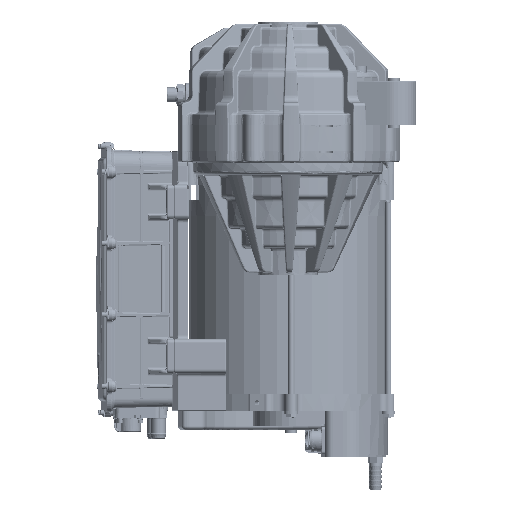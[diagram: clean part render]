
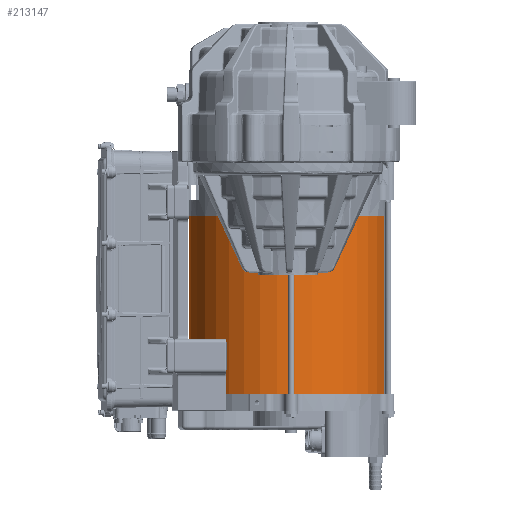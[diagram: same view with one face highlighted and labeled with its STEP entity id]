
A CAD part, left-side view. The second image highlights one B-rep face of the part: STEP entity #213147.
In plain terms, the highlighted cylindrical face has radius 132.5 mm (diameter 265 mm), a partial arc.
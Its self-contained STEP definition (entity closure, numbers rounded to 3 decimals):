
#11030 = DIRECTION ( 'NONE',  ( -0.28, -0.96, 0. ) ) ;
#22882 = AXIS2_PLACEMENT_3D ( 'NONE', #44682, #46286, #287924 ) ;
#34582 = CARTESIAN_POINT ( 'NONE',  ( 162.426, -127.204, -68.329 ) ) ;
#35118 = DIRECTION ( 'NONE',  ( -0.28, -0.96, 0. ) ) ;
#36206 = EDGE_LOOP ( 'NONE', ( #279369, #230622, #160548, #122666 ) ) ;
#44682 = CARTESIAN_POINT ( 'NONE',  ( 199.513, 0., -304.429 ) ) ;
#46286 = DIRECTION ( 'NONE',  ( 0., 0., -1. ) ) ;
#101871 = LINE ( 'NONE', #181207, #137293 ) ;
#112841 = VERTEX_POINT ( 'NONE', #165852 ) ;
#113450 = AXIS2_PLACEMENT_3D ( 'NONE', #134184, #283358, #11030 ) ;
#113583 = EDGE_CURVE ( 'NONE', #230236, #112841, #157469, .T. ) ;
#122234 = LINE ( 'NONE', #217915, #155184 ) ;
#122666 = ORIENTED_EDGE ( 'NONE', *, *, #288958, .F. ) ;
#124616 = EDGE_CURVE ( 'NONE', #305052, #276289, #294727, .T. ) ;
#134184 = CARTESIAN_POINT ( 'NONE',  ( 199.513, 0., -68.329 ) ) ;
#137293 = VECTOR ( 'NONE', #255778, 1000. ) ;
#155184 = VECTOR ( 'NONE', #266541, 1000. ) ;
#157469 = CIRCLE ( 'NONE', #22882, 132.5 ) ;
#158302 = DIRECTION ( 'NONE',  ( 0., 0., -1. ) ) ;
#160548 = ORIENTED_EDGE ( 'NONE', *, *, #113583, .F. ) ;
#165852 = CARTESIAN_POINT ( 'NONE',  ( 236.6, 127.204, -304.429 ) ) ;
#169195 = AXIS2_PLACEMENT_3D ( 'NONE', #252397, #158302, #35118 ) ;
#175449 = EDGE_CURVE ( 'NONE', #276289, #112841, #101871, .T. ) ;
#181207 = CARTESIAN_POINT ( 'NONE',  ( 236.6, 127.204, -68.329 ) ) ;
#213147 = ADVANCED_FACE ( 'NONE', ( #276771 ), #250818, .T. ) ;
#217915 = CARTESIAN_POINT ( 'NONE',  ( 162.426, -127.204, -68.329 ) ) ;
#226795 = CARTESIAN_POINT ( 'NONE',  ( 236.6, 127.204, -68.329 ) ) ;
#230236 = VERTEX_POINT ( 'NONE', #309884 ) ;
#230622 = ORIENTED_EDGE ( 'NONE', *, *, #175449, .T. ) ;
#250818 = CYLINDRICAL_SURFACE ( 'NONE', #169195, 132.5 ) ;
#252397 = CARTESIAN_POINT ( 'NONE',  ( 199.513, 0., -68.329 ) ) ;
#255778 = DIRECTION ( 'NONE',  ( 0., 0., -1. ) ) ;
#266541 = DIRECTION ( 'NONE',  ( 0., 0., -1. ) ) ;
#276289 = VERTEX_POINT ( 'NONE', #226795 ) ;
#276771 = FACE_OUTER_BOUND ( 'NONE', #36206, .T. ) ;
#279369 = ORIENTED_EDGE ( 'NONE', *, *, #124616, .T. ) ;
#283358 = DIRECTION ( 'NONE',  ( 0., 0., -1. ) ) ;
#287924 = DIRECTION ( 'NONE',  ( -0.28, -0.96, 0. ) ) ;
#288958 = EDGE_CURVE ( 'NONE', #305052, #230236, #122234, .T. ) ;
#294727 = CIRCLE ( 'NONE', #113450, 132.5 ) ;
#305052 = VERTEX_POINT ( 'NONE', #34582 ) ;
#309884 = CARTESIAN_POINT ( 'NONE',  ( 162.426, -127.204, -304.429 ) ) ;
